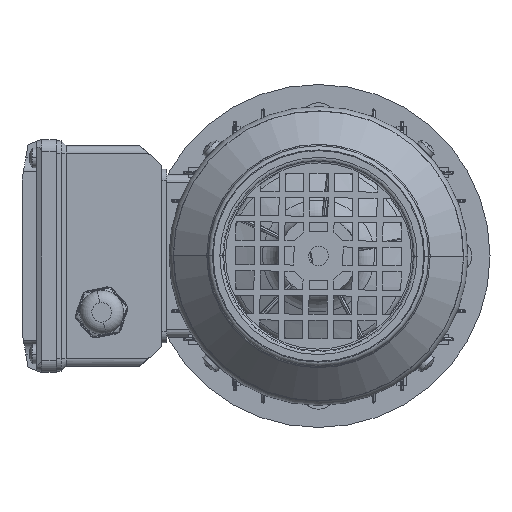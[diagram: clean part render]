
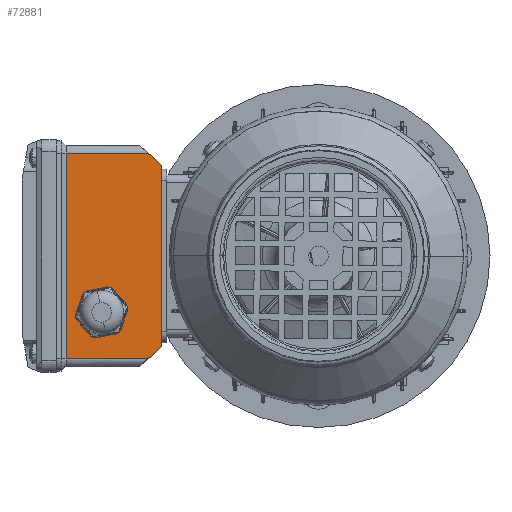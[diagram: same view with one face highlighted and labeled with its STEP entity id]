
A CAD part, left-side view. The second image highlights one B-rep face of the part: STEP entity #72881.
In plain terms, the highlighted face is planar.
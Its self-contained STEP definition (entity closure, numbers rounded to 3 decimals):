
#104 = LINE ( 'NONE', #66286, #31859 ) ;
#737 = DIRECTION ( 'NONE',  ( 0., 0., 1. ) ) ;
#4159 = VECTOR ( 'NONE', #43103, 1000. ) ;
#4518 = DIRECTION ( 'NONE',  ( 0., -1., 0. ) ) ;
#6084 = LINE ( 'NONE', #60133, #4159 ) ;
#10293 = EDGE_CURVE ( 'NONE', #107954, #108454, #45109, .T. ) ;
#11070 = PLANE ( 'NONE',  #109529 ) ;
#13459 = ORIENTED_EDGE ( 'NONE', *, *, #38712, .T. ) ;
#14740 = AXIS2_PLACEMENT_3D ( 'NONE', #60711, #97740, #23091 ) ;
#16012 = LINE ( 'NONE', #108887, #105757 ) ;
#17062 = CARTESIAN_POINT ( 'NONE',  ( 42., -39.875, -56.75 ) ) ;
#18979 = DIRECTION ( 'NONE',  ( 1., 0., 0. ) ) ;
#23091 = DIRECTION ( 'NONE',  ( 1., 0., 0. ) ) ;
#25722 = EDGE_CURVE ( 'NONE', #109962, #110567, #47080, .T. ) ;
#27386 = VECTOR ( 'NONE', #103684, 1000. ) ;
#27827 = CARTESIAN_POINT ( 'NONE',  ( -45., -36.5, -56.75 ) ) ;
#28695 = DIRECTION ( 'NONE',  ( 1., 0., 0. ) ) ;
#29633 = VECTOR ( 'NONE', #45715, 1000. ) ;
#31859 = VECTOR ( 'NONE', #37739, 1000. ) ;
#36485 = ORIENTED_EDGE ( 'NONE', *, *, #95248, .F. ) ;
#36861 = VERTEX_POINT ( 'NONE', #104343 ) ;
#37739 = DIRECTION ( 'NONE',  ( 0., 1., 0. ) ) ;
#38712 = EDGE_CURVE ( 'NONE', #36861, #108454, #104, .T. ) ;
#40619 = EDGE_LOOP ( 'NONE', ( #13459, #102705, #116386, #109549, #59034, #36485 ) ) ;
#42303 = CIRCLE ( 'NONE', #104275, 8. ) ;
#43103 = DIRECTION ( 'NONE',  ( 0.664, 0.747, 0. ) ) ;
#43462 = VERTEX_POINT ( 'NONE', #105092 ) ;
#45109 = LINE ( 'NONE', #63922, #29633 ) ;
#45715 = DIRECTION ( 'NONE',  ( -1., 0., 0. ) ) ;
#47080 = LINE ( 'NONE', #76218, #75088 ) ;
#48119 = CARTESIAN_POINT ( 'NONE',  ( 0., 0., -56.75 ) ) ;
#48464 = LINE ( 'NONE', #27827, #27386 ) ;
#55846 = EDGE_CURVE ( 'NONE', #43462, #102914, #42303, .T. ) ;
#56335 = VERTEX_POINT ( 'NONE', #17062 ) ;
#59034 = ORIENTED_EDGE ( 'NONE', *, *, #25722, .F. ) ;
#60133 = CARTESIAN_POINT ( 'NONE',  ( 45., -36.5, -56.75 ) ) ;
#60711 = CARTESIAN_POINT ( 'NONE',  ( 23., -21., -56.75 ) ) ;
#63922 = CARTESIAN_POINT ( 'NONE',  ( 42., -6.5, -56.75 ) ) ;
#65721 = FACE_BOUND ( 'NONE', #79110, .T. ) ;
#66286 = CARTESIAN_POINT ( 'NONE',  ( -42., 0., -56.75 ) ) ;
#67445 = ORIENTED_EDGE ( 'NONE', *, *, #88571, .T. ) ;
#72881 = ADVANCED_FACE ( 'NONE', ( #65721, #94222 ), #11070, .F. ) ;
#75088 = VECTOR ( 'NONE', #104127, 1000. ) ;
#76218 = CARTESIAN_POINT ( 'NONE',  ( -37., -45.5, -56.75 ) ) ;
#79110 = EDGE_LOOP ( 'NONE', ( #89142, #67445 ) ) ;
#85144 = DIRECTION ( 'NONE',  ( 0., 0., 1. ) ) ;
#88349 = CARTESIAN_POINT ( 'NONE',  ( 42., -6.5, -56.75 ) ) ;
#88571 = EDGE_CURVE ( 'NONE', #102914, #43462, #100015, .T. ) ;
#89142 = ORIENTED_EDGE ( 'NONE', *, *, #55846, .T. ) ;
#93684 = CARTESIAN_POINT ( 'NONE',  ( 37., -45.5, -56.75 ) ) ;
#94020 = CARTESIAN_POINT ( 'NONE',  ( -42., -6.5, -56.75 ) ) ;
#94222 = FACE_OUTER_BOUND ( 'NONE', #40619, .T. ) ;
#95248 = EDGE_CURVE ( 'NONE', #36861, #109962, #48464, .T. ) ;
#95687 = CARTESIAN_POINT ( 'NONE',  ( -37., -45.5, -56.75 ) ) ;
#97740 = DIRECTION ( 'NONE',  ( 0., 0., 1. ) ) ;
#100015 = CIRCLE ( 'NONE', #14740, 8. ) ;
#102141 = CARTESIAN_POINT ( 'NONE',  ( 23., -21., -56.75 ) ) ;
#102705 = ORIENTED_EDGE ( 'NONE', *, *, #10293, .F. ) ;
#102914 = VERTEX_POINT ( 'NONE', #110387 ) ;
#103684 = DIRECTION ( 'NONE',  ( 0.664, -0.747, 0. ) ) ;
#104127 = DIRECTION ( 'NONE',  ( 1., 0., 0. ) ) ;
#104275 = AXIS2_PLACEMENT_3D ( 'NONE', #102141, #737, #18979 ) ;
#104343 = CARTESIAN_POINT ( 'NONE',  ( -42., -39.875, -56.75 ) ) ;
#105092 = CARTESIAN_POINT ( 'NONE',  ( 31., -21., -56.75 ) ) ;
#105757 = VECTOR ( 'NONE', #4518, 1000. ) ;
#107954 = VERTEX_POINT ( 'NONE', #88349 ) ;
#108454 = VERTEX_POINT ( 'NONE', #94020 ) ;
#108887 = CARTESIAN_POINT ( 'NONE',  ( 42., 0., -56.75 ) ) ;
#109529 = AXIS2_PLACEMENT_3D ( 'NONE', #48119, #85144, #28695 ) ;
#109549 = ORIENTED_EDGE ( 'NONE', *, *, #114841, .F. ) ;
#109962 = VERTEX_POINT ( 'NONE', #95687 ) ;
#110387 = CARTESIAN_POINT ( 'NONE',  ( 15., -21., -56.75 ) ) ;
#110567 = VERTEX_POINT ( 'NONE', #93684 ) ;
#114841 = EDGE_CURVE ( 'NONE', #110567, #56335, #6084, .T. ) ;
#116386 = ORIENTED_EDGE ( 'NONE', *, *, #119919, .T. ) ;
#119919 = EDGE_CURVE ( 'NONE', #107954, #56335, #16012, .T. ) ;
